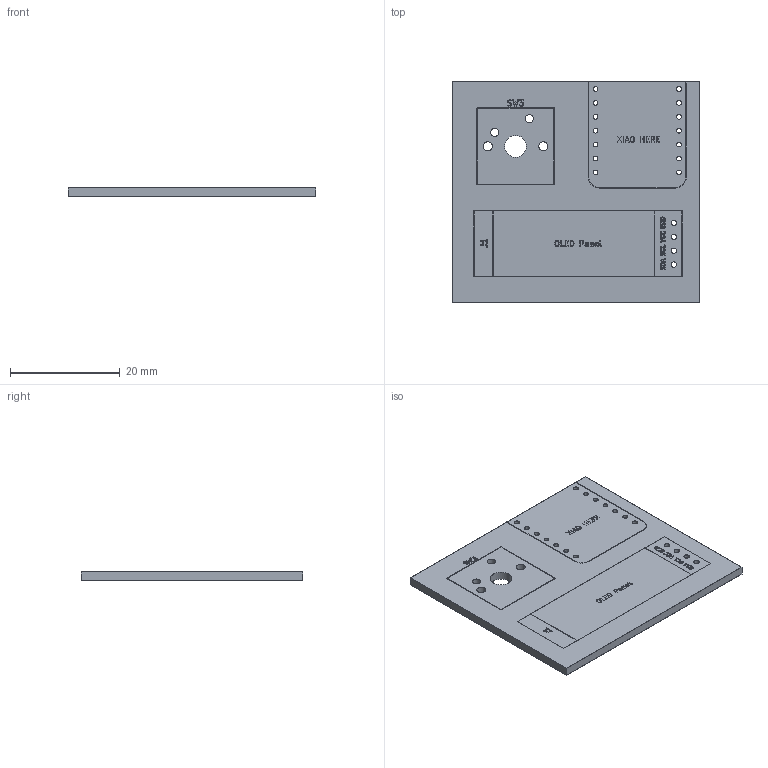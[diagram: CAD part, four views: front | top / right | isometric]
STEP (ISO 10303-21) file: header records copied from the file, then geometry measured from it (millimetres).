
FILE_DESCRIPTION(('KiCad electronic assembly'),'2;1');
FILE_NAME('LapisHackBadge.step','2025-06-27T18:28:11',('Pcbnew'),( 'Kicad'),'Open CASCADE STEP processor 7.8','KiCad to STEP converter' ,'Unknown');
FILE_SCHEMA(('AUTOMOTIVE_DESIGN { 1 0 10303 214 1 1 1 1 }'));
Length unit declared in the file: millimetre
Products named in the file (4): LapisHackBadge 1; LapisHackBadge_silkscreen; LapisHackBadge_soldermask; LapisHackBadge_PCB
Assembly tree (3 placements, depth 2):
  LapisHackBadge 1
    LapisHackBadge_silkscreen
    LapisHackBadge_soldermask
    LapisHackBadge_PCB
Bounding box: 45.24 x 40.48 x 1.64 mm (x, y, z)
Volume: 2716.6 mm3; surface area: 7612.9 mm2
Topology: 1 solids, 41 shells, 69 faces, 818 edges, 791 vertices
Faces by surface type: plane 46, cylinder 23
Full cylindrical faces by diameter (mm): 0.889 x14, 1 x4, 1.5 x2, 1.7 x2, 4 x1
Entity records: 8118 total; most frequent: CARTESIAN_POINT 1682, DIRECTION 1220, ORIENTED_EDGE 899, EDGE_CURVE 818, VERTEX_POINT 791, LINE 562, VECTOR 562, AXIS2_PLACEMENT_3D 329
